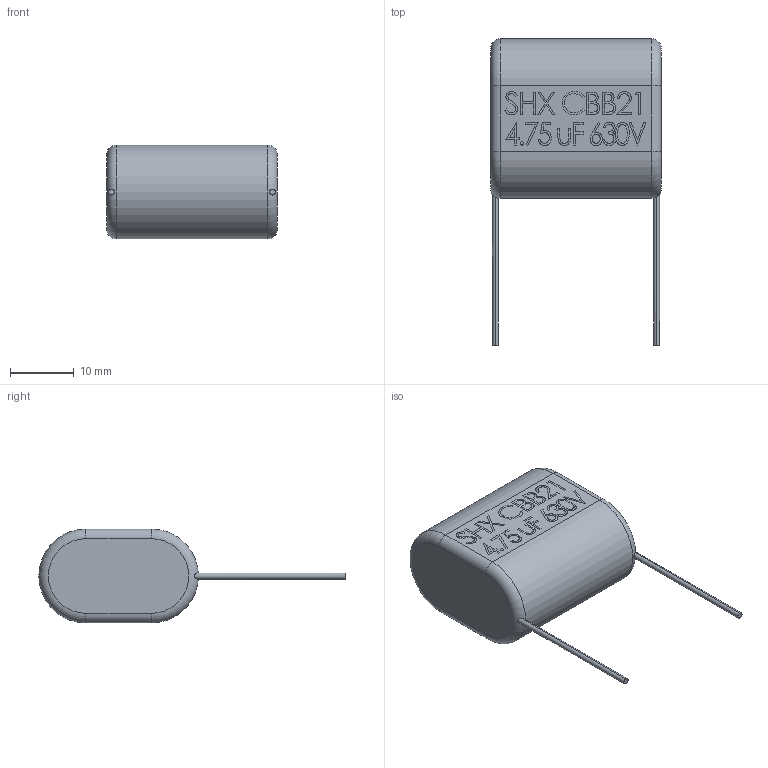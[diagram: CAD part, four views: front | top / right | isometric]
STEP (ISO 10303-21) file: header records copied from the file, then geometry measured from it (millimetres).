
FILE_DESCRIPTION (( 'STEP AP214' ), '1' );
FILE_NAME ('SHX CBB21 4.75 uF 630V.STEP', '2023-06-27T08:47:01', ( '' ), ( '' ), 'SwSTEP 2.0', 'SolidWorks 2021', '' );
FILE_SCHEMA (( 'AUTOMOTIVE_DESIGN' ));
Length unit declared in the file: millimetre
Products named in the file (1): SHX CBB21 4.75 uF 630V
Bounding box: 26.75 x 48 x 14.7 mm (x, y, z)
Volume: 8560 mm3; surface area: 2478.1 mm2
Topology: 1 solids, 1 shells, 255 faces, 670 edges, 444 vertices
Faces by surface type: plane 143, bspline 98, cylinder 10, torus 4
Entity records: 15805 total; most frequent: CARTESIAN_POINT 7418, ORIENTED_EDGE 1340, DIRECTION 806, EDGE_CURVE 670, LINE 450, VECTOR 450, VERTEX_POINT 444, EDGE_LOOP 282
